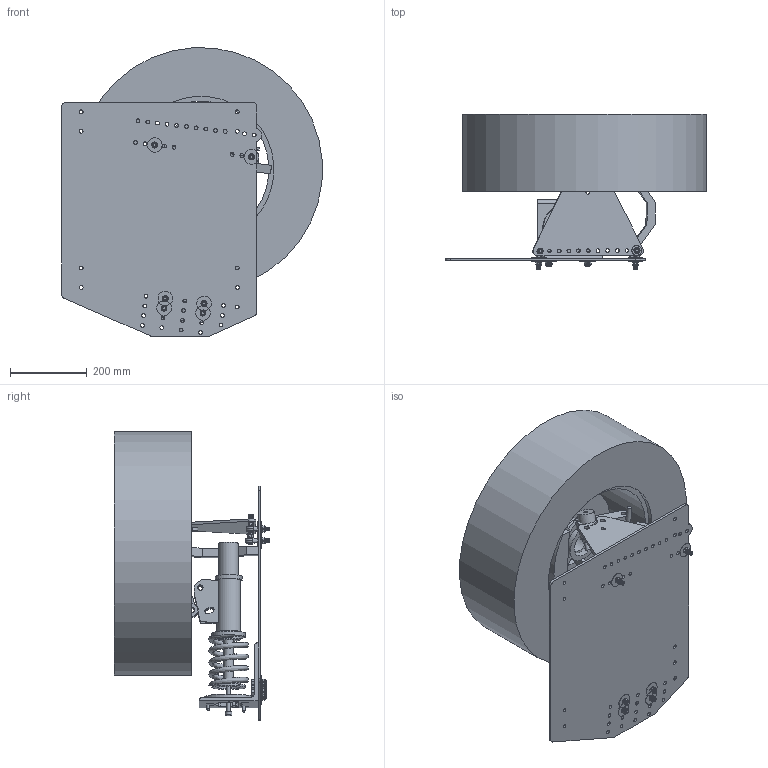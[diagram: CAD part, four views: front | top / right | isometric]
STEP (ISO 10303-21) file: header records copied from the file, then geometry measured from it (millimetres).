
FILE_DESCRIPTION(/* description */ ('Alibre Inc.'),/* implementation_level */ '2;1');
FILE_NAME(/* name */ 'export0',/* time_stamp */ '2012-03-24T09:05:12-06:00',/* author */ (''),/* organization */ (''),/* preprocessor_version */ 'ST-DEVELOPER v14',/* originating_system */ 'Alibre',/* authorisation */ '');
FILE_SCHEMA (('CONFIG_CONTROL_DESIGN'));
Length unit declared in the file: centimetre
Products named in the file (35): ID_1; ID_2; ID_3; ID_4; ID_5; ID_6; ID_7; ID_8; ID_9; ID_10; ID_11; ID_12; ID_13; ID_14; ID_15; ID_16; ID_17; ID_18; ID_19; ID_20; ID_21; ID_22; ID_23; ID_24; ID_25
Bounding box: 678.64 x 405.5 x 750.95 mm (x, y, z)
Volume: 49903406.5 mm3; surface area: 3102088.1 mm2
Topology: 59 solids, 59 shells, 3005 faces, 6971 edges, 4219 vertices
Faces by surface type: cone 1236, plane 922, bspline 485, cylinder 286, torus 64, sphere 12
Full cylindrical faces by diameter (mm): 8 x3, 9.525 x23, 9.779 x59, 10 x2, 10.319 x8, 10.5 x1, 11.113 x1, 11.5 x9, 12 x19, 12.5 x13, 13.494 x8, 14 x3, 14.5 x2, 17 x1, 18 x6, 25.4 x2, 30 x1, 33 x1, 35 x1, 38.1 x8, 45 x2, 50.8 x3, 53.975 x1, 58 x2, 58.738 x1, 60.325 x1, 61.913 x1, 63.5 x2, 64 x1, 65 x1
Entity records: 61680 total; most frequent: CARTESIAN_POINT 16268, ORIENTED_EDGE 9048, DIRECTION 6574, EDGE_CURVE 4524, VERTEX_POINT 3002, VECTOR 2628, LINE 2628, EDGE_LOOP 2424
